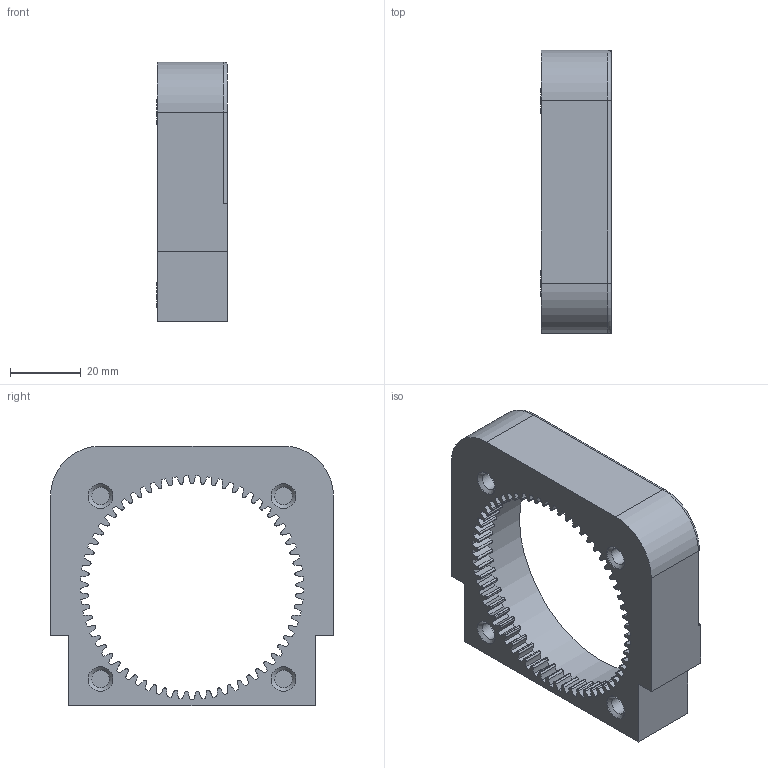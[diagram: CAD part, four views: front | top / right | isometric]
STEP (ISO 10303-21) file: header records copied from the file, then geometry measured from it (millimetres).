
FILE_DESCRIPTION(/* description */ (''),/* implementation_level */ '2;1');
FILE_NAME(/* name */ 'ring_gear.step',/* time_stamp */ '2026-02-16T15:25:17-08:00',/* author */ (''),/* organization */ (''),/* preprocessor_version */ 'ST-DEVELOPER v20.1',/* originating_system */ 'Autodesk Translation Framework v14.24.0.0',/* authorisation */ '');
FILE_SCHEMA (('AUTOMOTIVE_DESIGN { 1 0 10303 214 3 1 1 }'));
Length unit declared in the file: millimetre
Products named in the file (5): Manuel 1.0; V4 robot arm; Shoulder; Box (1); Ring gear
Assembly tree (4 placements, depth 5):
  Manuel 1.0
    V4 robot arm
      Shoulder
        Box (1)
          Ring gear
Bounding box: 20 x 80 x 73.45 mm (x, y, z)
Volume: 46182.2 mm3; surface area: 16710 mm2
Topology: 1 solids, 1 shells, 411 faces, 1196 edges, 794 vertices
Faces by surface type: bspline 246, cylinder 138, plane 19, cone 6, torus 2
Full cylindrical faces by diameter (mm): 5 x6, 7 x4, 65 x1
Entity records: 18143 total; most frequent: CARTESIAN_POINT 8609, ORIENTED_EDGE 2392, DIRECTION 1328, EDGE_CURVE 1196, VERTEX_POINT 794, B_SPLINE_CURVE_WITH_KNOTS 496, AXIS2_PLACEMENT_3D 454, EDGE_LOOP 420
